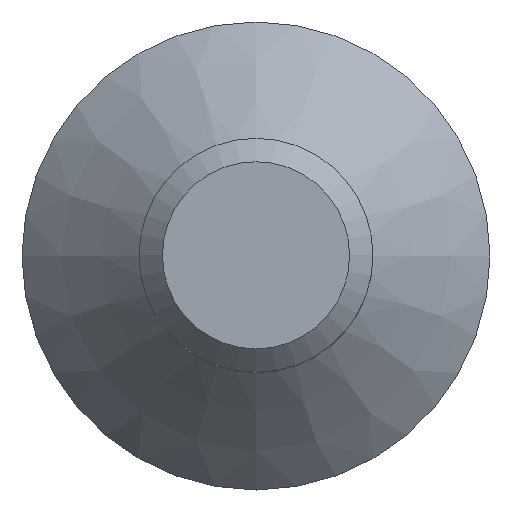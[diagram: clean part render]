
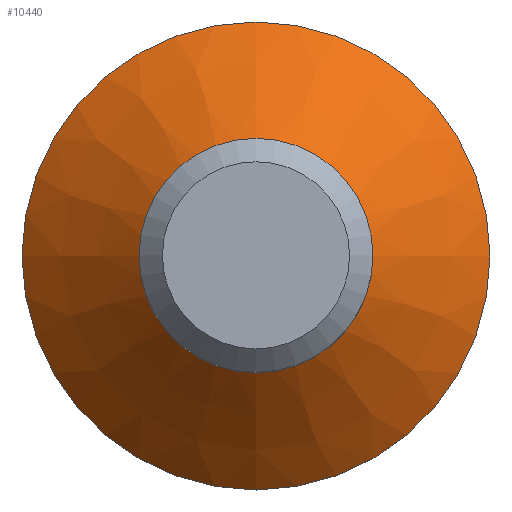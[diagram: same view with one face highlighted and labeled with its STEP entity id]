
A CAD part, top view. The second image highlights one B-rep face of the part: STEP entity #10440.
In plain terms, the highlighted conical face has half-angle 45 degrees and reference radius 6 mm.
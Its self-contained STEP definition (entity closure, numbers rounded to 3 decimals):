
#311 = CARTESIAN_POINT ( 'NONE',  ( 0., 3., 3.3 ) ) ;
#354 = CARTESIAN_POINT ( 'NONE',  ( 0., 6., 0.3 ) ) ;
#1541 = AXIS2_PLACEMENT_3D ( 'NONE', #4295, #11134, #13306 ) ;
#2566 = FACE_BOUND ( 'NONE', #11558, .T. ) ;
#2623 = EDGE_LOOP ( 'NONE', ( #12204 ) ) ;
#3600 = VERTEX_POINT ( 'NONE', #354 ) ;
#4295 = CARTESIAN_POINT ( 'NONE',  ( 0., 0., 0.3 ) ) ;
#4453 = DIRECTION ( 'NONE',  ( 0., 0., -1. ) ) ;
#4597 = EDGE_CURVE ( 'NONE', #3600, #3600, #10963, .T. ) ;
#4985 = VERTEX_POINT ( 'NONE', #311 ) ;
#5870 = DIRECTION ( 'NONE',  ( 0., 0., -1. ) ) ;
#6310 = AXIS2_PLACEMENT_3D ( 'NONE', #12616, #5870, #13751 ) ;
#6877 = AXIS2_PLACEMENT_3D ( 'NONE', #13663, #4453, #12336 ) ;
#9090 = CONICAL_SURFACE ( 'NONE', #6877, 6., 0.785 ) ;
#9330 = ORIENTED_EDGE ( 'NONE', *, *, #10897, .T. ) ;
#9978 = CIRCLE ( 'NONE', #6310, 3. ) ;
#10440 = ADVANCED_FACE ( 'NONE', ( #14538, #2566 ), #9090, .T. ) ;
#10897 = EDGE_CURVE ( 'NONE', #4985, #4985, #9978, .T. ) ;
#10963 = CIRCLE ( 'NONE', #1541, 6. ) ;
#11134 = DIRECTION ( 'NONE',  ( 0., 0., -1. ) ) ;
#11558 = EDGE_LOOP ( 'NONE', ( #9330 ) ) ;
#12204 = ORIENTED_EDGE ( 'NONE', *, *, #4597, .F. ) ;
#12336 = DIRECTION ( 'NONE',  ( 0., 1., 0. ) ) ;
#12616 = CARTESIAN_POINT ( 'NONE',  ( 0., 0., 3.3 ) ) ;
#13306 = DIRECTION ( 'NONE',  ( 0., 1., 0. ) ) ;
#13663 = CARTESIAN_POINT ( 'NONE',  ( 0., 0., 0.3 ) ) ;
#13751 = DIRECTION ( 'NONE',  ( 0., 1., 0. ) ) ;
#14538 = FACE_OUTER_BOUND ( 'NONE', #2623, .T. ) ;
